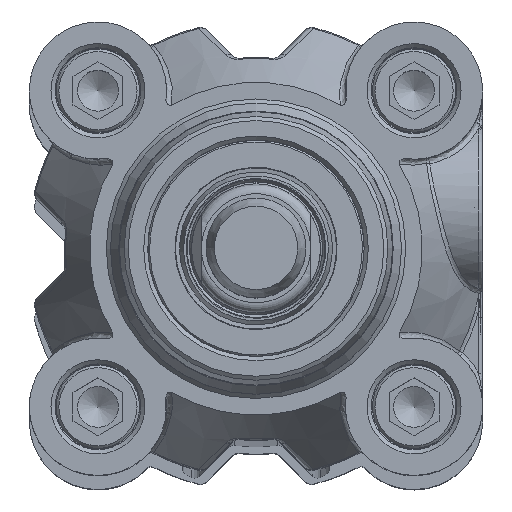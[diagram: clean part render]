
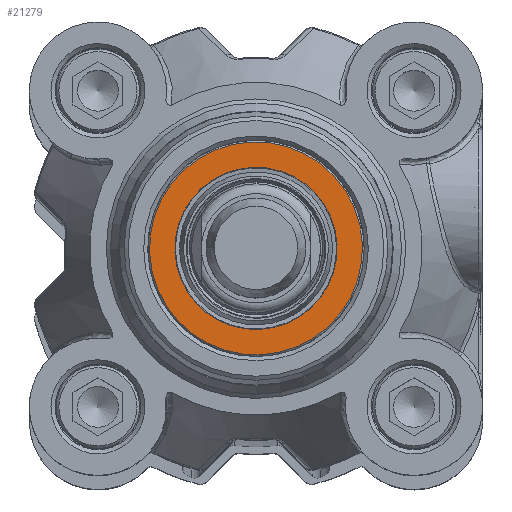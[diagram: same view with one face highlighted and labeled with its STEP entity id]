
A CAD part, top view. The second image highlights one B-rep face of the part: STEP entity #21279.
In plain terms, the highlighted planar face has unit normal (0, 0, 1).
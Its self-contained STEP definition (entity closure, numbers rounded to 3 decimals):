
#21068=CARTESIAN_POINT('',(9.4,8.688,58.3));
#21069=VERTEX_POINT('',#21068);
#21070=CARTESIAN_POINT('',(0.,0.,58.3));
#21071=DIRECTION('',(0.0,0.0,1.0));
#21072=DIRECTION('',(0.734,0.679,0.0));
#21073=AXIS2_PLACEMENT_3D('',#21070,#21071,#21072);
#21074=CIRCLE('',#21073,12.8);
#21075=EDGE_CURVE('',#21069,#21069,#21074,.T.);
#21096=CARTESIAN_POINT('',(7.16,6.618,58.3));
#21097=VERTEX_POINT('',#21096);
#21098=CARTESIAN_POINT('',(0.,0.,58.3));
#21099=DIRECTION('',(0.0,0.0,1.0));
#21100=DIRECTION('',(0.734,0.679,0.0));
#21101=AXIS2_PLACEMENT_3D('',#21098,#21099,#21100);
#21102=CIRCLE('',#21101,9.75);
#21103=EDGE_CURVE('',#21097,#21097,#21102,.T.);
#21268=CARTESIAN_POINT('',(-8.688,9.4,58.3));
#21269=DIRECTION('',(0.0,0.0,-1.0));
#21270=DIRECTION('',(-1.0,0.0,0.0));
#21271=AXIS2_PLACEMENT_3D('',#21268,#21269,#21270);
#21272=PLANE('',#21271);
#21273=ORIENTED_EDGE('',*,*,#21075,.T.);
#21274=EDGE_LOOP('',(#21273));
#21275=FACE_OUTER_BOUND('',#21274,.T.);
#21276=ORIENTED_EDGE('',*,*,#21103,.F.);
#21277=EDGE_LOOP('',(#21276));
#21278=FACE_BOUND('',#21277,.T.);
#21279=ADVANCED_FACE('',(#21275,#21278),#21272,.F.);
